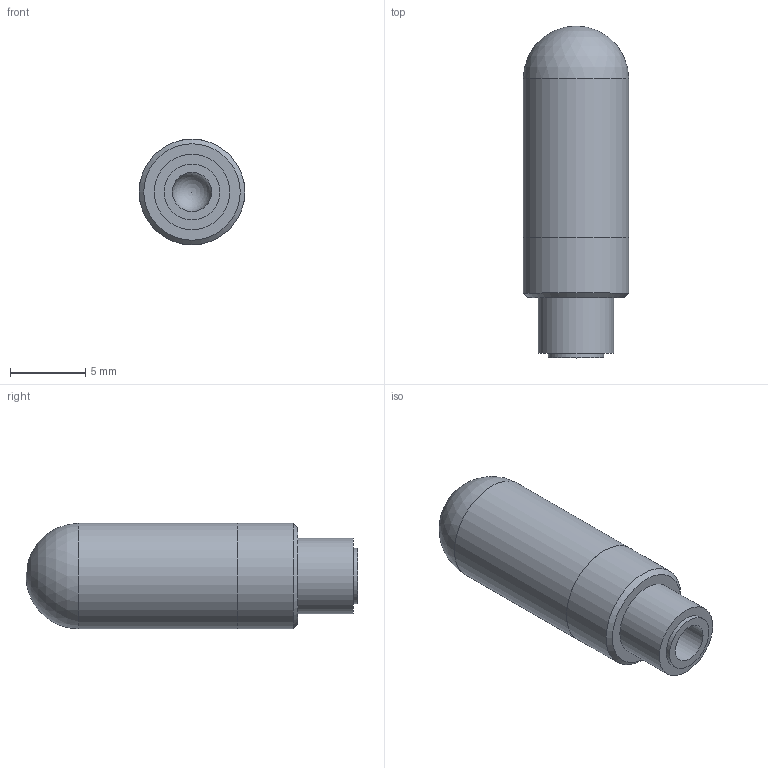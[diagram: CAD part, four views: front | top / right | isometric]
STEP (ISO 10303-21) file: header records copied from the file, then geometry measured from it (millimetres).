
FILE_DESCRIPTION(/* description */ (''),/* implementation_level */ '2;1');
FILE_NAME(/* name */ 'u_50-la.stp',/* time_stamp */ '2018-11-14T14:52:47+01:00',/* author */ ('leitheußer'),/* organization */ (''),/* preprocessor_version */ 'ST-DEVELOPER v15.6',/* originating_system */ 'Autodesk Inventor LT ',/* authorisation */ '');
FILE_SCHEMA (('AUTOMOTIVE_DESIGN { 1 0 10303 214 3 1 1 }'));
Length unit declared in the file: millimetre
Products named in the file (1): U 50
Bounding box: 7 x 22 x 7 mm (x, y, z)
Volume: 618.4 mm3; surface area: 649.9 mm2
Topology: 1 solids, 1 shells, 12 faces, 23 edges, 15 vertices
Faces by surface type: cylinder 5, plane 4, sphere 2, cone 1
Full cylindrical faces by diameter (mm): 2.6 x1, 3.7 x1, 5 x1, 6.99 x1, 7 x1
Entity records: 267 total; most frequent: DIRECTION 48, CARTESIAN_POINT 35, AXIS2_PLACEMENT_3D 24, EDGE_LOOP 22, ORIENTED_EDGE 22, FACE_OUTER_BOUND 12, ADVANCED_FACE 12, CIRCLE 11
